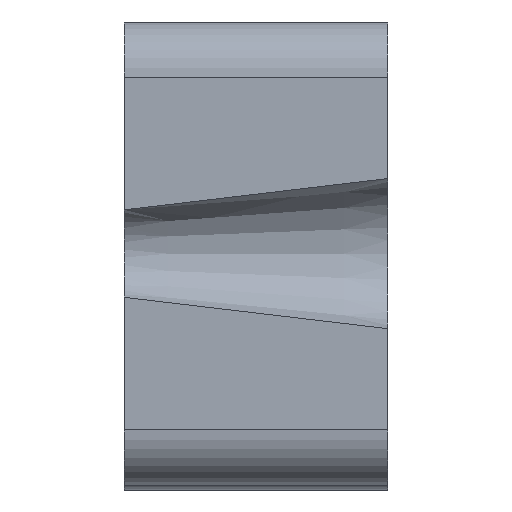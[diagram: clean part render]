
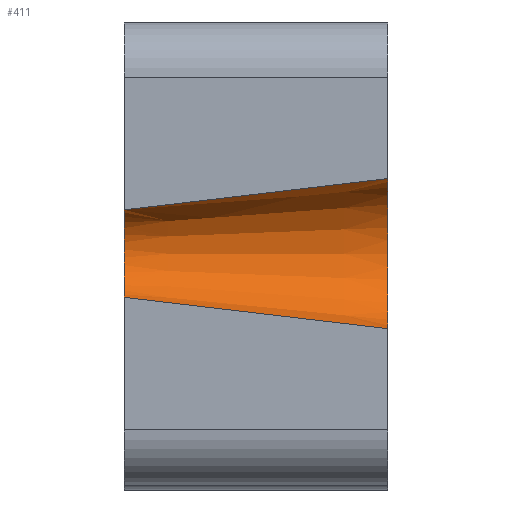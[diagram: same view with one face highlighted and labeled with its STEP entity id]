
A CAD part, top view. The second image highlights one B-rep face of the part: STEP entity #411.
In plain terms, the highlighted conical face has half-angle 6.6 degrees and reference radius 5.5 mm.
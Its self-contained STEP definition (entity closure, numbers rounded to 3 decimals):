
#16=CONICAL_SURFACE('',#461,5.5,0.115);
#31=CIRCLE('',#462,3.302);
#32=CIRCLE('',#463,5.5);
#59=FACE_OUTER_BOUND('',#81,.T.);
#81=EDGE_LOOP('',(#321,#322,#323,#324));
#163=(
BOUNDED_CURVE()
B_SPLINE_CURVE(2,(#662,#663,#664),.UNSPECIFIED.,.F.,.F.)
B_SPLINE_CURVE_WITH_KNOTS((3,3),(0.,1.913),.UNSPECIFIED.)
CURVE()
GEOMETRIC_REPRESENTATION_ITEM()
RATIONAL_B_SPLINE_CURVE((1.,1.035,1.))
REPRESENTATION_ITEM('')
);
#164=(
BOUNDED_CURVE()
B_SPLINE_CURVE(2,(#694,#695,#696),.UNSPECIFIED.,.F.,.F.)
B_SPLINE_CURVE_WITH_KNOTS((3,3),(0.,1.913),.UNSPECIFIED.)
CURVE()
GEOMETRIC_REPRESENTATION_ITEM()
RATIONAL_B_SPLINE_CURVE((1.,1.035,1.))
REPRESENTATION_ITEM('')
);
#185=VERTEX_POINT('',#660);
#186=VERTEX_POINT('',#661);
#195=VERTEX_POINT('',#692);
#196=VERTEX_POINT('',#693);
#233=EDGE_CURVE('',#185,#186,#163,.T.);
#248=EDGE_CURVE('',#195,#196,#164,.T.);
#249=EDGE_CURVE('',#195,#185,#31,.T.);
#250=EDGE_CURVE('',#186,#196,#32,.T.);
#321=ORIENTED_EDGE('',*,*,#248,.F.);
#322=ORIENTED_EDGE('',*,*,#249,.T.);
#323=ORIENTED_EDGE('',*,*,#233,.T.);
#324=ORIENTED_EDGE('',*,*,#250,.T.);
#411=ADVANCED_FACE('',(#59),#16,.F.);
#461=AXIS2_PLACEMENT_3D('',#691,#559,#560);
#462=AXIS2_PLACEMENT_3D('',#697,#561,#562);
#463=AXIS2_PLACEMENT_3D('',#698,#563,#564);
#559=DIRECTION('center_axis',(1.,0.,0.));
#560=DIRECTION('ref_axis',(0.,0.,-1.));
#561=DIRECTION('center_axis',(-1.,0.,0.));
#562=DIRECTION('ref_axis',(0.,0.,-1.));
#563=DIRECTION('center_axis',(1.,0.,0.));
#564=DIRECTION('ref_axis',(0.,0.,-1.));
#660=CARTESIAN_POINT('',(-19.,-3.16,-0.955));
#661=CARTESIAN_POINT('',(0.,-5.416,-0.955));
#662=CARTESIAN_POINT('Ctrl Pts',(-19.,-3.16,-0.955));
#663=CARTESIAN_POINT('Ctrl Pts',(-11.999,-4.007,-0.955));
#664=CARTESIAN_POINT('Ctrl Pts',(0.,-5.416,
-0.955));
#691=CARTESIAN_POINT('Origin',(0.,0.,0.));
#692=CARTESIAN_POINT('',(-19.,3.16,-0.955));
#693=CARTESIAN_POINT('',(0.,5.416,-0.955));
#694=CARTESIAN_POINT('Ctrl Pts',(-19.,3.16,-0.955));
#695=CARTESIAN_POINT('Ctrl Pts',(-11.999,4.007,-0.955));
#696=CARTESIAN_POINT('Ctrl Pts',(0.,5.416,-0.955));
#697=CARTESIAN_POINT('Origin',(-19.,0.,0.));
#698=CARTESIAN_POINT('Origin',(0.,0.,0.));
